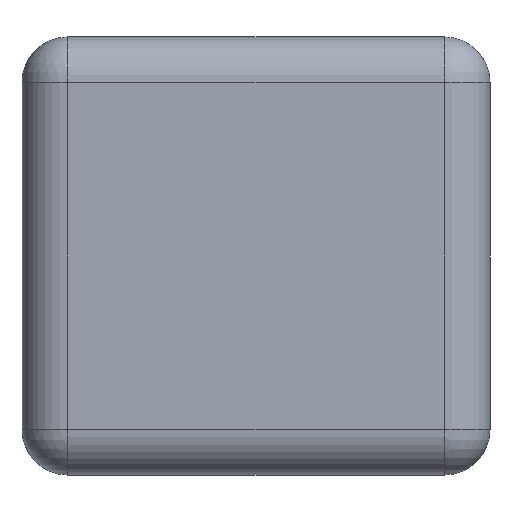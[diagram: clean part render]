
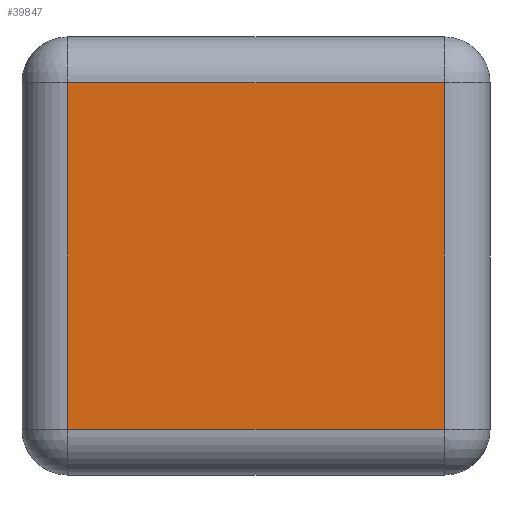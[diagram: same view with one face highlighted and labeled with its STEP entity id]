
A CAD part, front view. The second image highlights one B-rep face of the part: STEP entity #39847.
In plain terms, the highlighted planar face has unit normal (0, -1, 0).
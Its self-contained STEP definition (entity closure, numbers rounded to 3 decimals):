
#816 = CARTESIAN_POINT ( 'NONE',  ( -329.865, -373.765, 303.614 ) ) ;
#1883 = LINE ( 'NONE', #63355, #22500 ) ;
#3044 = VERTEX_POINT ( 'NONE', #69450 ) ;
#3530 = VECTOR ( 'NONE', #7466, 1000. ) ;
#3597 = EDGE_CURVE ( 'NONE', #45748, #31563, #1883, .T. ) ;
#6538 = CARTESIAN_POINT ( 'NONE',  ( -329.865, -373.765, -383.614 ) ) ;
#7067 = LINE ( 'NONE', #19597, #3530 ) ;
#7466 = DIRECTION ( 'NONE',  ( 1., 0., 0. ) ) ;
#7721 = DIRECTION ( 'NONE',  ( 0., 0., -1. ) ) ;
#15097 = DIRECTION ( 'NONE',  ( 0., 0., 1. ) ) ;
#15899 = VECTOR ( 'NONE', #15097, 1000. ) ;
#19597 = CARTESIAN_POINT ( 'NONE',  ( 409.865, -373.765, -303.614 ) ) ;
#19856 = CARTESIAN_POINT ( 'NONE',  ( -369.865, -373.765, 343.614 ) ) ;
#21008 = CARTESIAN_POINT ( 'NONE',  ( 329.865, -373.765, -303.614 ) ) ;
#21657 = DIRECTION ( 'NONE',  ( -1., 0., 0. ) ) ;
#22500 = VECTOR ( 'NONE', #21657, 1000. ) ;
#23233 = EDGE_CURVE ( 'NONE', #3044, #42734, #7067, .T. ) ;
#24388 = AXIS2_PLACEMENT_3D ( 'NONE', #19856, #57452, #7721 ) ;
#27220 = CARTESIAN_POINT ( 'NONE',  ( 329.865, -373.765, 383.614 ) ) ;
#29185 = ORIENTED_EDGE ( 'NONE', *, *, #3597, .T. ) ;
#31179 = DIRECTION ( 'NONE',  ( 0., 0., -1. ) ) ;
#31563 = VERTEX_POINT ( 'NONE', #816 ) ;
#38838 = ORIENTED_EDGE ( 'NONE', *, *, #48464, .T. ) ;
#39847 = ADVANCED_FACE ( 'NONE', ( #45278 ), #70027, .F. ) ;
#40599 = ORIENTED_EDGE ( 'NONE', *, *, #23233, .T. ) ;
#42734 = VERTEX_POINT ( 'NONE', #21008 ) ;
#42926 = LINE ( 'NONE', #6538, #53194 ) ;
#44586 = ORIENTED_EDGE ( 'NONE', *, *, #66082, .T. ) ;
#45278 = FACE_OUTER_BOUND ( 'NONE', #75234, .T. ) ;
#45748 = VERTEX_POINT ( 'NONE', #78217 ) ;
#48464 = EDGE_CURVE ( 'NONE', #31563, #3044, #42926, .T. ) ;
#50695 = LINE ( 'NONE', #27220, #15899 ) ;
#53194 = VECTOR ( 'NONE', #31179, 1000. ) ;
#57452 = DIRECTION ( 'NONE',  ( 0., 1., 0. ) ) ;
#63355 = CARTESIAN_POINT ( 'NONE',  ( -409.865, -373.765, 303.614 ) ) ;
#66082 = EDGE_CURVE ( 'NONE', #42734, #45748, #50695, .T. ) ;
#69450 = CARTESIAN_POINT ( 'NONE',  ( -329.865, -373.765, -303.614 ) ) ;
#70027 = PLANE ( 'NONE',  #24388 ) ;
#75234 = EDGE_LOOP ( 'NONE', ( #38838, #40599, #44586, #29185 ) ) ;
#78217 = CARTESIAN_POINT ( 'NONE',  ( 329.865, -373.765, 303.614 ) ) ;
